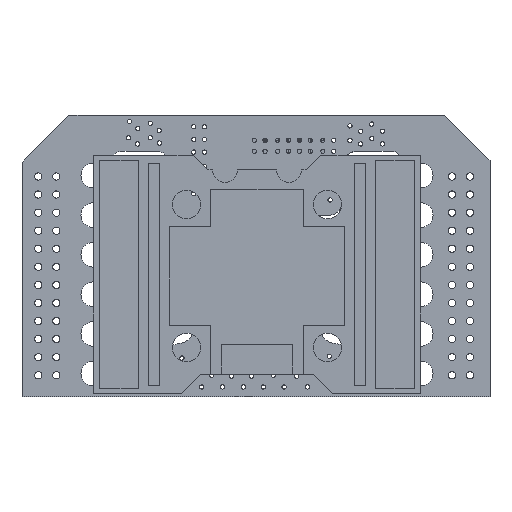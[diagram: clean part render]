
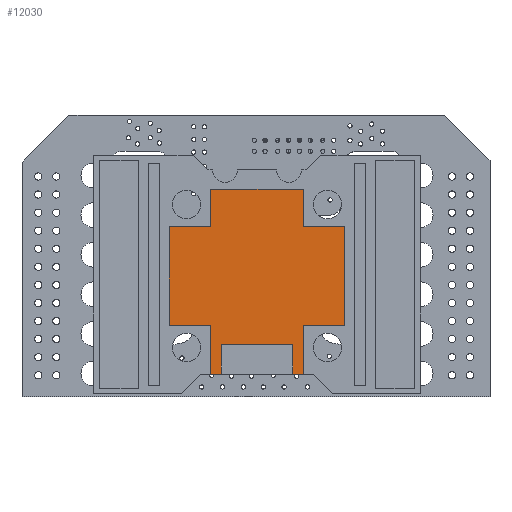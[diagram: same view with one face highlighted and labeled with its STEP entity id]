
A CAD part, top view. The second image highlights one B-rep face of the part: STEP entity #12030.
In plain terms, the highlighted planar face has unit normal (0, 0, 1).
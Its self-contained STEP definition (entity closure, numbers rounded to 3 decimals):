
#395=PLANE('',#12966);
#942=FACE_OUTER_BOUND('',#1787,.T.);
#1787=EDGE_LOOP('',(#9092,#9093,#9094,#9095,#9096,#9097,#9098,#9099,#9100,
#9101,#9102,#9103,#9104,#9105,#9106,#9107));
#2439=LINE('',#17636,#3750);
#2443=LINE('',#17644,#3754);
#2582=LINE('',#17939,#3893);
#2583=LINE('',#17941,#3894);
#2584=LINE('',#17942,#3895);
#2585=LINE('',#17944,#3896);
#2586=LINE('',#17946,#3897);
#2587=LINE('',#17948,#3898);
#2588=LINE('',#17950,#3899);
#2589=LINE('',#17952,#3900);
#2590=LINE('',#17954,#3901);
#2591=LINE('',#17956,#3902);
#2592=LINE('',#17958,#3903);
#2593=LINE('',#17960,#3904);
#2594=LINE('',#17962,#3905);
#2595=LINE('',#17963,#3906);
#3750=VECTOR('',#14546,1000.);
#3754=VECTOR('',#14550,1000.);
#3893=VECTOR('',#14721,1000.);
#3894=VECTOR('',#14722,1000.);
#3895=VECTOR('',#14723,1000.);
#3896=VECTOR('',#14724,1000.);
#3897=VECTOR('',#14725,1000.);
#3898=VECTOR('',#14726,1000.);
#3899=VECTOR('',#14727,1000.);
#3900=VECTOR('',#14728,1000.);
#3901=VECTOR('',#14729,1000.);
#3902=VECTOR('',#14730,1000.);
#3903=VECTOR('',#14731,1000.);
#3904=VECTOR('',#14732,1000.);
#3905=VECTOR('',#14733,1000.);
#3906=VECTOR('',#14734,1000.);
#5526=VERTEX_POINT('',#17633);
#5527=VERTEX_POINT('',#17635);
#5530=VERTEX_POINT('',#17641);
#5531=VERTEX_POINT('',#17643);
#5671=VERTEX_POINT('',#17938);
#5672=VERTEX_POINT('',#17940);
#5673=VERTEX_POINT('',#17943);
#5674=VERTEX_POINT('',#17945);
#5675=VERTEX_POINT('',#17947);
#5676=VERTEX_POINT('',#17949);
#5677=VERTEX_POINT('',#17951);
#5678=VERTEX_POINT('',#17953);
#5679=VERTEX_POINT('',#17955);
#5680=VERTEX_POINT('',#17957);
#5681=VERTEX_POINT('',#17959);
#5682=VERTEX_POINT('',#17961);
#6791=EDGE_CURVE('',#5526,#5527,#2439,.T.);
#6795=EDGE_CURVE('',#5530,#5531,#2443,.T.);
#6946=EDGE_CURVE('',#5530,#5671,#2582,.T.);
#6947=EDGE_CURVE('',#5672,#5671,#2583,.T.);
#6948=EDGE_CURVE('',#5527,#5672,#2584,.T.);
#6949=EDGE_CURVE('',#5673,#5526,#2585,.T.);
#6950=EDGE_CURVE('',#5673,#5674,#2586,.T.);
#6951=EDGE_CURVE('',#5675,#5674,#2587,.T.);
#6952=EDGE_CURVE('',#5676,#5675,#2588,.T.);
#6953=EDGE_CURVE('',#5677,#5676,#2589,.T.);
#6954=EDGE_CURVE('',#5678,#5677,#2590,.T.);
#6955=EDGE_CURVE('',#5678,#5679,#2591,.T.);
#6956=EDGE_CURVE('',#5680,#5679,#2592,.T.);
#6957=EDGE_CURVE('',#5680,#5681,#2593,.T.);
#6958=EDGE_CURVE('',#5681,#5682,#2594,.T.);
#6959=EDGE_CURVE('',#5682,#5531,#2595,.T.);
#9092=ORIENTED_EDGE('',*,*,#6795,.F.);
#9093=ORIENTED_EDGE('',*,*,#6946,.T.);
#9094=ORIENTED_EDGE('',*,*,#6947,.F.);
#9095=ORIENTED_EDGE('',*,*,#6948,.F.);
#9096=ORIENTED_EDGE('',*,*,#6791,.F.);
#9097=ORIENTED_EDGE('',*,*,#6949,.F.);
#9098=ORIENTED_EDGE('',*,*,#6950,.T.);
#9099=ORIENTED_EDGE('',*,*,#6951,.F.);
#9100=ORIENTED_EDGE('',*,*,#6952,.F.);
#9101=ORIENTED_EDGE('',*,*,#6953,.F.);
#9102=ORIENTED_EDGE('',*,*,#6954,.F.);
#9103=ORIENTED_EDGE('',*,*,#6955,.T.);
#9104=ORIENTED_EDGE('',*,*,#6956,.F.);
#9105=ORIENTED_EDGE('',*,*,#6957,.T.);
#9106=ORIENTED_EDGE('',*,*,#6958,.T.);
#9107=ORIENTED_EDGE('',*,*,#6959,.T.);
#12030=ADVANCED_FACE('',(#942),#395,.T.);
#12966=AXIS2_PLACEMENT_3D('',#17937,#14719,#14720);
#14546=DIRECTION('',(-1.,0.,0.));
#14550=DIRECTION('',(-1.,0.,0.));
#14719=DIRECTION('center_axis',(0.,0.,1.));
#14720=DIRECTION('ref_axis',(1.,0.,0.));
#14721=DIRECTION('',(0.,1.,0.));
#14722=DIRECTION('',(-1.,0.,0.));
#14723=DIRECTION('',(0.,1.,0.));
#14724=DIRECTION('',(0.,-1.,0.));
#14725=DIRECTION('',(1.,0.,0.));
#14726=DIRECTION('',(0.,-1.,0.));
#14727=DIRECTION('',(1.,0.,0.));
#14728=DIRECTION('',(0.,-1.,0.));
#14729=DIRECTION('',(1.,0.,0.));
#14730=DIRECTION('',(0.,-1.,0.));
#14731=DIRECTION('',(1.,0.,0.));
#14732=DIRECTION('',(0.,-1.,0.));
#14733=DIRECTION('',(1.,0.,0.));
#14734=DIRECTION('',(0.,-1.,0.));
#17633=CARTESIAN_POINT('',(29.5,2.7,2.37));
#17635=CARTESIAN_POINT('',(28.05,2.7,2.37));
#17636=CARTESIAN_POINT('',(19.025,2.7,2.37));
#17641=CARTESIAN_POINT('',(17.95,2.7,2.37));
#17643=CARTESIAN_POINT('',(16.5,2.7,2.37));
#17644=CARTESIAN_POINT('',(19.025,2.7,2.37));
#17937=CARTESIAN_POINT('Origin',(23.,16.72,2.37));
#17938=CARTESIAN_POINT('',(17.95,6.8,2.37));
#17939=CARTESIAN_POINT('',(17.95,4.75,2.37));
#17940=CARTESIAN_POINT('',(28.05,6.8,2.37));
#17941=CARTESIAN_POINT('',(23.,6.8,2.37));
#17942=CARTESIAN_POINT('',(28.05,4.75,2.37));
#17943=CARTESIAN_POINT('',(29.5,9.54,2.37));
#17944=CARTESIAN_POINT('',(29.5,6.12,2.37));
#17945=CARTESIAN_POINT('',(35.3,9.54,2.37));
#17946=CARTESIAN_POINT('',(32.4,9.54,2.37));
#17947=CARTESIAN_POINT('',(35.3,23.44,2.37));
#17948=CARTESIAN_POINT('',(35.3,16.49,2.37));
#17949=CARTESIAN_POINT('',(29.5,23.44,2.37));
#17950=CARTESIAN_POINT('',(32.4,23.44,2.37));
#17951=CARTESIAN_POINT('',(29.5,28.69,2.37));
#17952=CARTESIAN_POINT('',(29.5,26.065,2.37));
#17953=CARTESIAN_POINT('',(16.5,28.69,2.37));
#17954=CARTESIAN_POINT('',(23.,28.69,2.37));
#17955=CARTESIAN_POINT('',(16.5,23.44,2.37));
#17956=CARTESIAN_POINT('',(16.5,26.065,2.37));
#17957=CARTESIAN_POINT('',(10.7,23.44,2.37));
#17958=CARTESIAN_POINT('',(13.6,23.44,2.37));
#17959=CARTESIAN_POINT('',(10.7,9.54,2.37));
#17960=CARTESIAN_POINT('',(10.7,16.49,2.37));
#17961=CARTESIAN_POINT('',(16.5,9.54,2.37));
#17962=CARTESIAN_POINT('',(13.6,9.54,2.37));
#17963=CARTESIAN_POINT('',(16.5,6.12,2.37));
